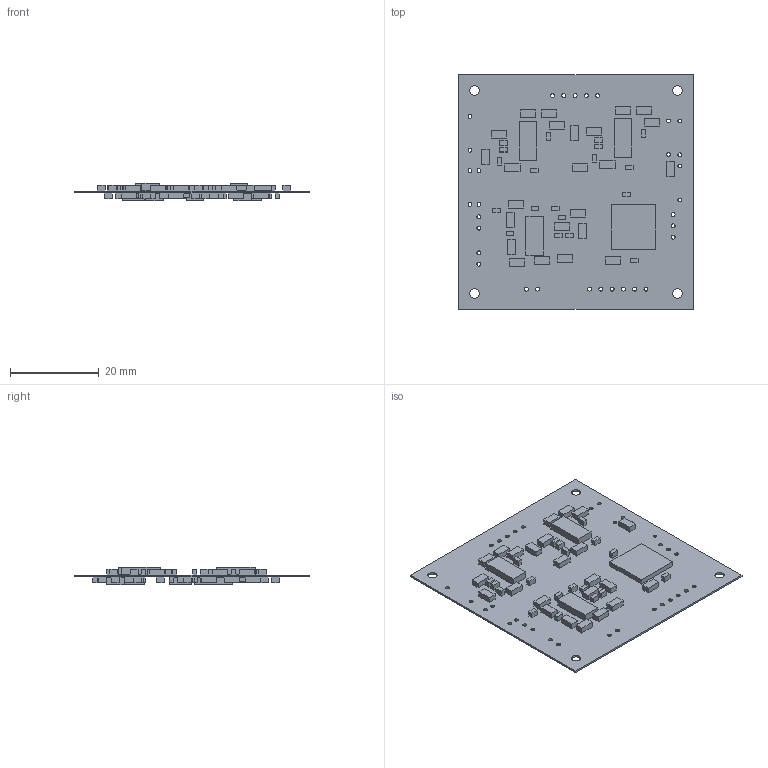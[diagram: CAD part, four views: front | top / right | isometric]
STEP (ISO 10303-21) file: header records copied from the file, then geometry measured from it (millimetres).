
FILE_DESCRIPTION(('Open CASCADE Model'),'2;1');
FILE_NAME('Open CASCADE Shape Model','2016-11-03T23:03:44',('Author'),( 'Open CASCADE'),'Open CASCADE STEP processor 6.8','Open CASCADE 6.8' ,'Unknown');
FILE_SCHEMA(('AUTOMOTIVE_DESIGN { 1 0 10303 214 1 1 1 1 }'));
Length unit declared in the file: millimetre
Products named in the file (123): PCB; Board; U7; 684407768; Extruded; U6; R27; 684407360; R26; R25; R24; L2; 684407224; L1; C24; 684407088; C23; C22; C21; C20; U5; 684407904; U4_Input2; 684407632; U4_Input1; U2_Filtering2; 684407496; U2_Filtering1; U1_Filtering2; U1_Filtering1; R23; R22_Input2; R22_Input1; R21_Input2; R21_Input1; R20_Input2; R20_Input1; R16_Filtering2; R16_Filtering1; R15_Filtering2 ...
Assembly tree (216 placements, depth 4):
  PCB
    Board
    U7
      684407768
        Extruded
    U6
      684407768
        Extruded
    R27
      684407360
        Extruded
    R26
      684407360
        Extruded
    R25
      684407360
        Extruded
    R24
      684407360
        Extruded
    L2
      684407224
        Extruded
    L1
      684407224
        Extruded
    C24
      684407088
        Extruded
    C23
      684407360
        Extruded
    C22
      684407088
        Extruded
    C21
      684407088
        Extruded
    C20
      684407088
        Extruded
    U5
      684407904
        Extruded
    U4_Input2
      684407632
        Extruded
    U4_Input1
      684407632
        Extruded
    U2_Filtering2
      684407496
        Extruded
    U2_Filtering1
      684407496
        Extruded
    U1_Filtering2
      684407496
        Extruded
    U1_Filtering1
Bounding box: 52.83 x 52.83 x 3.9 mm (x, y, z)
Volume: 2144.7 mm3; surface area: 8471.5 mm2
Topology: 104 solids, 104 shells, 660 faces, 1356 edges, 904 vertices
Faces by surface type: plane 624, cylinder 36
Full cylindrical faces by diameter (mm): 0.85 x12, 0.9 x20, 2.108 x4
Entity records: 9150 total; most frequent: CARTESIAN_POINT 1581, DIRECTION 1310, LINE 540, VECTOR 540, ORIENTED_EDGE 456, PCURVE 456, DEFINITIONAL_REPRESENTATION 456, AXIS2_PLACEMENT_3D 385
